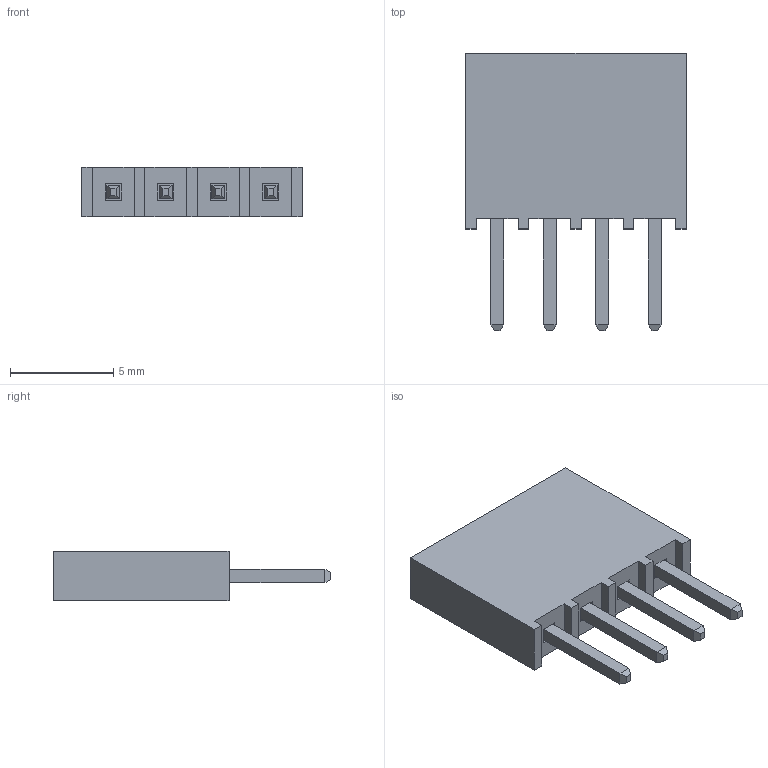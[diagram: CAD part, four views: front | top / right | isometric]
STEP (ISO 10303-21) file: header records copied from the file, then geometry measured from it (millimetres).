
FILE_DESCRIPTION(/* description */ ('STEP AP214'),/* implementation_level */ '2;1');
FILE_NAME(/* name */ 'SSQ-104-02-S-S',/* time_stamp */ '2024-03-04T17:08:00+01:00',/* author */ ('License CC BY-ND 4.0'),/* organization */ ('CADENAS'),/* preprocessor_version */ 'ST-DEVELOPER v19.3',/* originating_system */ 'PARTsolutions',/* authorisation */ ' ');
FILE_SCHEMA (('AUTOMOTIVE_DESIGN {1 0 10303 214 3 1 1}'));
Length unit declared in the file: inch
Products named in the file (3): SSQ-104-02-S-S; T1SSQ-104-02-S-S; P2SSQ-104-02-S-S
Assembly tree (2 placements, depth 2):
  SSQ-104-02-S-S
    T1SSQ-104-02-S-S
    P2SSQ-104-02-S-S
Bounding box: 10.67 x 13.44 x 2.41 mm (x, y, z)
Volume: 199.8 mm3; surface area: 452.6 mm2
Topology: 2 solids, 2 shells, 80 faces, 216 edges, 144 vertices
Faces by surface type: plane 80
Entity records: 2554 total; most frequent: CARTESIAN_POINT 443, ORIENTED_EDGE 432, DIRECTION 382, EDGE_CURVE 216, LINE 216, VECTOR 216, VERTEX_POINT 144, EDGE_LOOP 92
